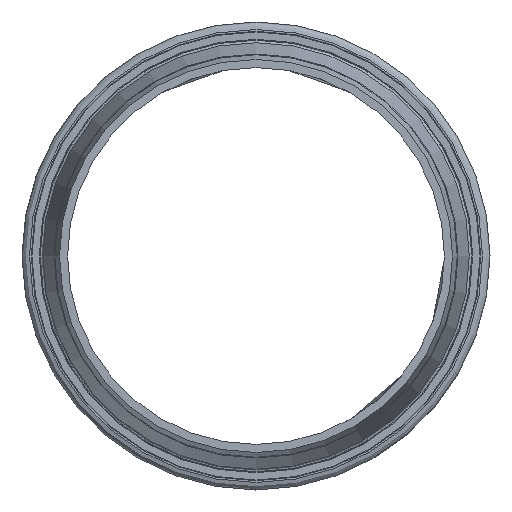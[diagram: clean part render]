
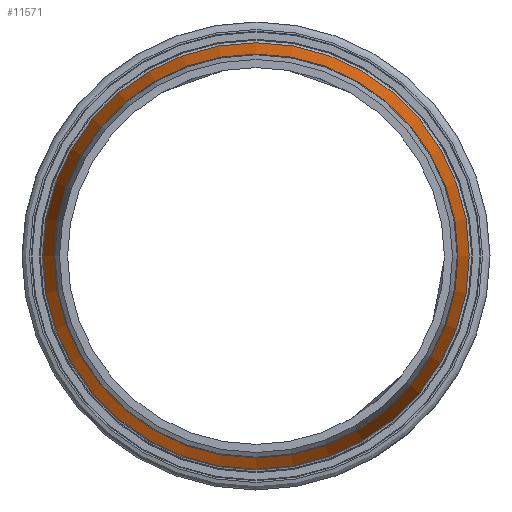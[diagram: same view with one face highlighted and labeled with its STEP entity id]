
A CAD part, front view. The second image highlights one B-rep face of the part: STEP entity #11571.
In plain terms, the highlighted conical face has half-angle 15 degrees and reference radius 82.4 mm.
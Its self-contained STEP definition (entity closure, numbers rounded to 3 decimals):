
#35=CONICAL_SURFACE('',#12643,82.4,0.262);
#700=CIRCLE('',#12642,84.8);
#701=CIRCLE('',#12644,80.);
#1451=FACE_OUTER_BOUND('',#2024,.T.);
#2024=EDGE_LOOP('',(#10099,#10100,#10101,#10102));
#2633=LINE('',#27867,#3240);
#3240=VECTOR('',#15291,82.4);
#5243=VERTEX_POINT('',#27861);
#5244=VERTEX_POINT('',#27865);
#7038=EDGE_CURVE('',#5243,#5243,#700,.T.);
#7040=EDGE_CURVE('',#5244,#5244,#701,.T.);
#7041=EDGE_CURVE('',#5244,#5243,#2633,.T.);
#10099=ORIENTED_EDGE('',*,*,#7040,.F.);
#10100=ORIENTED_EDGE('',*,*,#7041,.T.);
#10101=ORIENTED_EDGE('',*,*,#7038,.T.);
#10102=ORIENTED_EDGE('',*,*,#7041,.F.);
#11571=ADVANCED_FACE('',(#1451),#35,.T.);
#12642=AXIS2_PLACEMENT_3D('',#27862,#15284,#15285);
#12643=AXIS2_PLACEMENT_3D('',#27864,#15287,#15288);
#12644=AXIS2_PLACEMENT_3D('',#27866,#15289,#15290);
#15284=DIRECTION('center_axis',(0.,-1.,0.));
#15285=DIRECTION('ref_axis',(1.,0.,0.));
#15287=DIRECTION('center_axis',(0.,1.,0.));
#15288=DIRECTION('ref_axis',(-1.,0.,0.));
#15289=DIRECTION('center_axis',(0.,-1.,0.));
#15290=DIRECTION('ref_axis',(1.,0.,0.));
#15291=DIRECTION('',(0.259,0.966,0.));
#27861=CARTESIAN_POINT('',(84.8,-2.138,0.));
#27862=CARTESIAN_POINT('Origin',(0.,-2.138,0.));
#27864=CARTESIAN_POINT('Origin',(0.,-11.095,0.));
#27865=CARTESIAN_POINT('',(80.,-20.052,0.));
#27866=CARTESIAN_POINT('Origin',(0.,-20.052,0.));
#27867=CARTESIAN_POINT('',(82.4,-11.095,0.));
